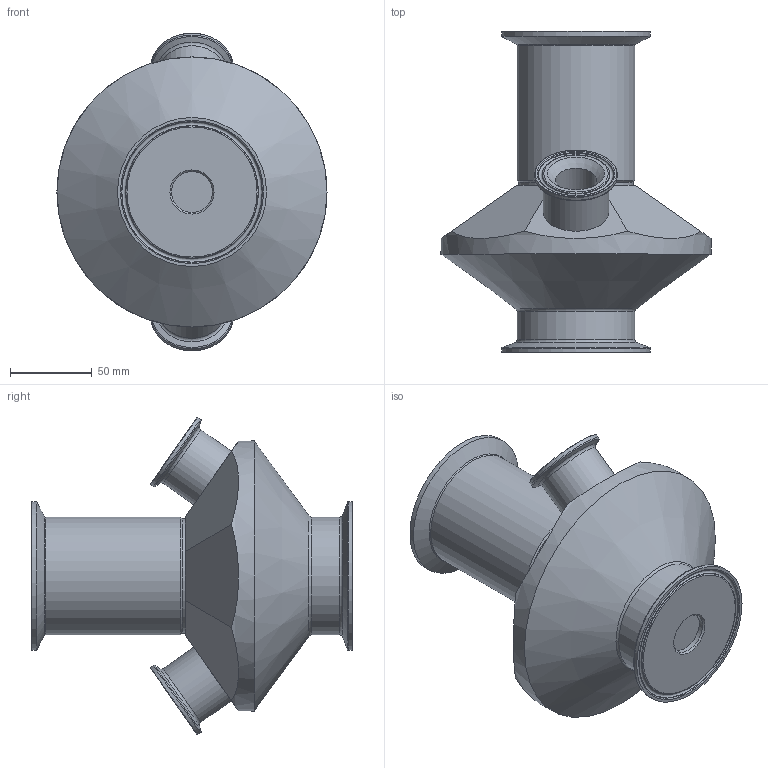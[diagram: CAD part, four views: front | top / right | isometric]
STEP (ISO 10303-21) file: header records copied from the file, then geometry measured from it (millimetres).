
FILE_DESCRIPTION(/* description */ ('This is a sample STEP configuration'),/* implementation_level */ '2;1');
FILE_NAME(/* name */ '870003.stp',/* time_stamp */ '2021-08-16T13:20:10+02:00',/* author */ ('powerJobs'),/* organization */ ('coolOrange'),/* preprocessor_version */ 'ST-DEVELOPER v18.1',/* originating_system */ 'Autodesk Inventor 2022',/* authorisation */ '');
FILE_SCHEMA (('AUTOMOTIVE_DESIGN { 1 0 10303 214 3 1 1 }'));
Length unit declared in the file: millimetre
Products named in the file (1): 870003
Bounding box: 165 x 196 x 194.11 mm (x, y, z)
Volume: 1579121.5 mm3; surface area: 159730.6 mm2
Topology: 2 solids, 2 shells, 81 faces, 189 edges, 123 vertices
Faces by surface type: plane 21, cylinder 21, torus 21, cone 18
Full cylindrical faces by diameter (mm): 25 x3, 40 x2, 50.4 x2, 55 x1, 63 x1, 63.5 x1, 65 x1, 65.159 x1, 70 x1, 72 x2, 87.2 x1, 91 x2, 165 x1
Entity records: 2616 total; most frequent: CARTESIAN_POINT 500, DIRECTION 485, ORIENTED_EDGE 378, AXIS2_PLACEMENT_3D 216, EDGE_CURVE 189, CIRCLE 125, VERTEX_POINT 123, EDGE_LOOP 94
